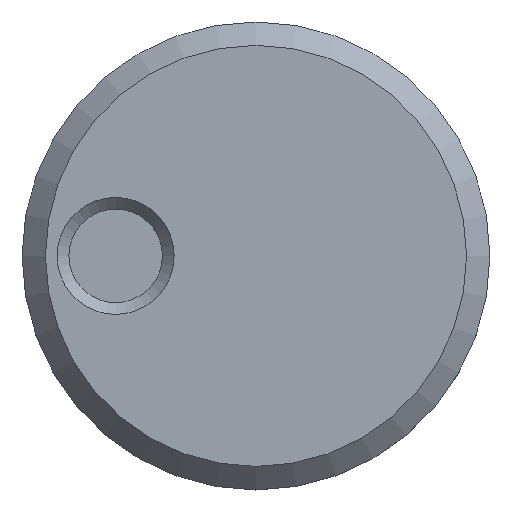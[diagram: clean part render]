
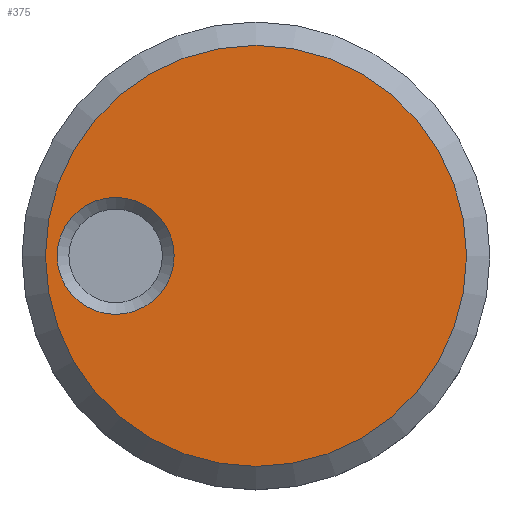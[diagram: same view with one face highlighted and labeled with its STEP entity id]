
A CAD part, top view. The second image highlights one B-rep face of the part: STEP entity #375.
In plain terms, the highlighted planar face has unit normal (0, 0, 1).
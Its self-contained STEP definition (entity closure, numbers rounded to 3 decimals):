
#19=FACE_BOUND('',#71,.T.);
#22=PLANE('',#418);
#44=FACE_OUTER_BOUND('',#70,.T.);
#70=EDGE_LOOP('',(#271));
#71=EDGE_LOOP('',(#272));
#147=CIRCLE('',#414,1.25);
#150=CIRCLE('',#419,4.5);
#176=VERTEX_POINT('',#607);
#179=VERTEX_POINT('',#617);
#209=EDGE_CURVE('',#176,#176,#147,.T.);
#214=EDGE_CURVE('',#179,#179,#150,.T.);
#271=ORIENTED_EDGE('',*,*,#214,.F.);
#272=ORIENTED_EDGE('',*,*,#209,.F.);
#375=ADVANCED_FACE('',(#44,#19),#22,.T.);
#414=AXIS2_PLACEMENT_3D('',#608,#472,#473);
#418=AXIS2_PLACEMENT_3D('',#616,#482,#483);
#419=AXIS2_PLACEMENT_3D('',#618,#484,#485);
#472=DIRECTION('center_axis',(0.,0.,1.));
#473=DIRECTION('ref_axis',(-1.,0.,0.));
#482=DIRECTION('center_axis',(0.,0.,1.));
#483=DIRECTION('ref_axis',(1.,0.,0.));
#484=DIRECTION('center_axis',(0.,0.,-1.));
#485=DIRECTION('ref_axis',(-1.,0.,0.));
#607=CARTESIAN_POINT('',(-13.75,0.,10.));
#608=CARTESIAN_POINT('Origin',(-15.,0.,10.));
#616=CARTESIAN_POINT('Origin',(-12.,0.,10.));
#617=CARTESIAN_POINT('',(-7.5,0.,10.));
#618=CARTESIAN_POINT('Origin',(-12.,0.,10.));
